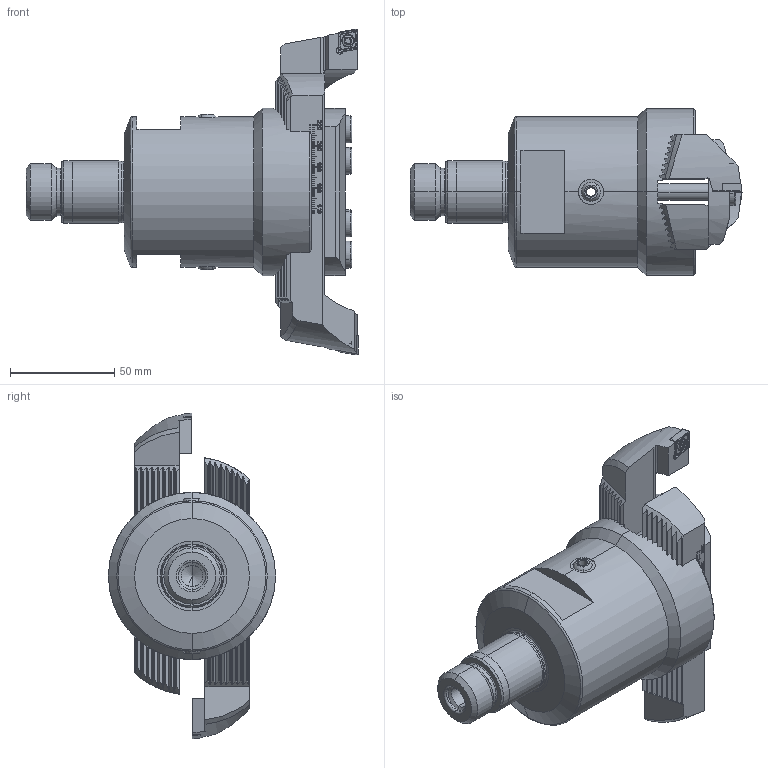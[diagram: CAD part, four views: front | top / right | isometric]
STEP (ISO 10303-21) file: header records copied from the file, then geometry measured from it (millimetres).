
FILE_DESCRIPTION (( 'STEP AP203' ), '1' );
FILE_NAME ('144.550.000C.STEP', '2018-03-06T07:15:13', ( 'SWIAdmin' ), ( 'Hewlett-Packard Company' ), 'SwSTEP 2.0', 'SolidWorks 2017', '' );
FILE_SCHEMA (( 'CONFIG_CONTROL_DESIGN' ));
Length unit declared in the file: millimetre
Products named in the file (11): F00-WCB.136.001_C; WCB-ER2.001.009_A; CCMT09T304; F00-WCB.136.001; CA5-Z00.K21.112_B; F00-WCB.136.002_A; KU1-U12.001.010_1; 144.550.000C; KU1-U12.001.010_2; KU1-U12.001.010; F00-ER1.101.045_A
Assembly tree (15 placements, depth 3):
  144.550.000C
    CA5-Z00.K21.112_B
    KU1-U12.001.010  x2
      KU1-U12.001.010_1
      KU1-U12.001.010_2
    F00-ER1.101.045_A  x4
    F00-WCB.136.001  x2
      F00-WCB.136.001_C
      WCB-ER2.001.009_A
      CCMT09T304
    F00-WCB.136.002_A
Bounding box: 158.89 x 80 x 156 mm (x, y, z)
Volume: 491765.6 mm3; surface area: 89290.4 mm2
Topology: 16 solids, 16 shells, 1547 faces, 3920 edges, 2516 vertices
Faces by surface type: plane 871, bspline 304, cylinder 192, cone 124, torus 44, sphere 12
Entity records: 36592 total; most frequent: CARTESIAN_POINT 15477, ORIENTED_EDGE 4482, DIRECTION 3406, EDGE_CURVE 2241, VERTEX_POINT 1455, LINE 1328, VECTOR 1328, AXIS2_PLACEMENT_3D 1039
